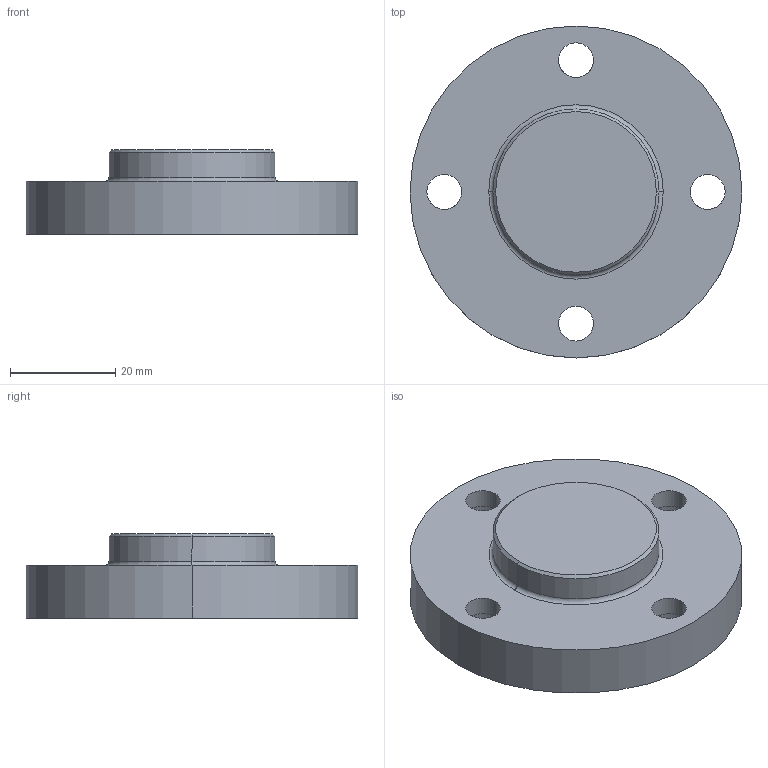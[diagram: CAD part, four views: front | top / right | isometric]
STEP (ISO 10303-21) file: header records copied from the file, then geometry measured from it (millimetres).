
FILE_DESCRIPTION(('CATIA V5 STEP Exchange'),'2;1');
FILE_NAME('Connector.stp','2020-05-20T16:05:26+00:00',('none'),('none'),'CATIA Version 5 Release 19 SP 9 (IN-10)','CATIA V5 STEP AP203','none');
FILE_SCHEMA(('CONFIG_CONTROL_DESIGN'));
Length unit declared in the file: millimetre
Products named in the file (1): Illesztő darab
Bounding box: 63 x 63 x 16 mm (x, y, z)
Volume: 29648.7 mm3; surface area: 10116.8 mm2
Topology: 1 solids, 1 shells, 44 faces, 96 edges, 59 vertices
Faces by surface type: cylinder 24, cone 10, plane 8, torus 2
Entity records: 1409 total; most frequent: CARTESIAN_POINT 435, ORIENTED_EDGE 188, DIRECTION 164, EDGE_CURVE 94, AXIS2_PLACEMENT_3D 90, EDGE_LOOP 59, VERTEX_POINT 59, CIRCLE 48
